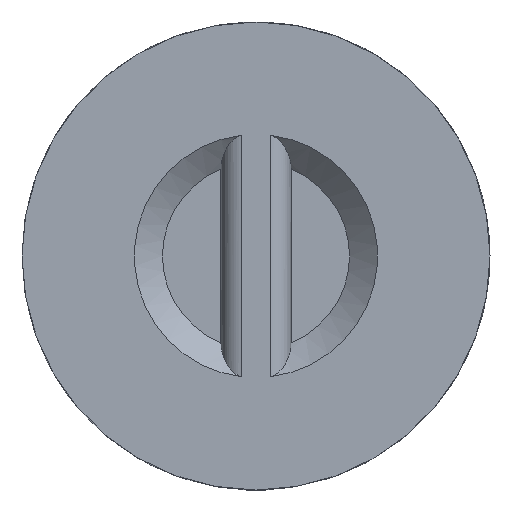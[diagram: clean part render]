
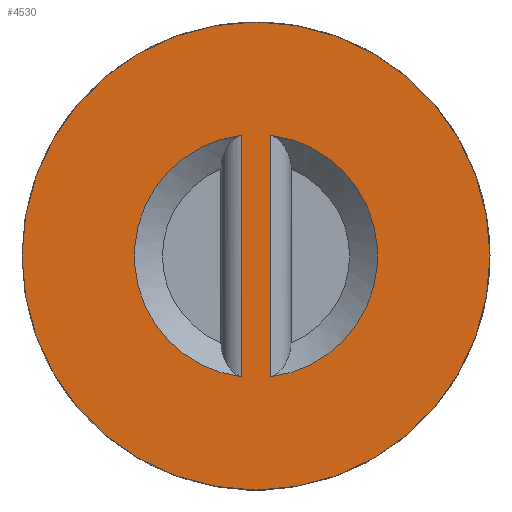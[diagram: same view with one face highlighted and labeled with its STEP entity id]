
A CAD part, left-side view. The second image highlights one B-rep face of the part: STEP entity #4530.
In plain terms, the highlighted planar face has unit normal (-1, 0, 0).
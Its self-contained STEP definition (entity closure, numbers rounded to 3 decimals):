
#4476=CARTESIAN_POINT('',(0.0,48.25,0.0));
#4477=DIRECTION('',(-1.0,0.0,0.0));
#4478=DIRECTION('',(0.0,0.0,1.0));
#4479=AXIS2_PLACEMENT_3D('',#4476,#4477,#4478);
#4480=PLANE('',#4479);
#4481=CARTESIAN_POINT('',(0.0,63.5,0.0));
#4482=VERTEX_POINT('',#4481);
#4483=CARTESIAN_POINT('',(0.0,0.0,0.0));
#4484=DIRECTION('',(1.0,0.0,0.0));
#4485=DIRECTION('',(0.0,1.0,0.0));
#4486=AXIS2_PLACEMENT_3D('',#4483,#4484,#4485);
#4487=CIRCLE('',#4486,63.5);
#4488=EDGE_CURVE('',#4482,#4482,#4487,.T.);
#4489=ORIENTED_EDGE('',*,*,#4488,.F.);
#4490=EDGE_LOOP('',(#4489));
#4491=FACE_OUTER_BOUND('',#4490,.T.);
#4492=CARTESIAN_POINT('',(0.0,4.,-32.757));
#4493=VERTEX_POINT('',#4492);
#4494=CARTESIAN_POINT('',(0.0,4.,32.757));
#4495=VERTEX_POINT('',#4494);
#4496=CARTESIAN_POINT('',(0.0,0.0,0.0));
#4497=DIRECTION('',(1.0,0.0,0.0));
#4498=DIRECTION('',(0.0,1.0,0.0));
#4499=AXIS2_PLACEMENT_3D('',#4496,#4497,#4498);
#4500=CIRCLE('',#4499,33.);
#4501=EDGE_CURVE('',#4493,#4495,#4500,.T.);
#4502=ORIENTED_EDGE('',*,*,#4501,.T.);
#4503=CARTESIAN_POINT('',(0.0,4.0,-32.757));
#4504=DIRECTION('',(0.0,0.0,1.0));
#4505=VECTOR('',#4504,65.513);
#4506=LINE('',#4503,#4505);
#4507=EDGE_CURVE('',#4493,#4495,#4506,.T.);
#4508=ORIENTED_EDGE('',*,*,#4507,.F.);
#4509=EDGE_LOOP('',(#4502,#4508));
#4510=FACE_BOUND('',#4509,.T.);
#4511=CARTESIAN_POINT('',(0.0,-4.,-32.757));
#4512=VERTEX_POINT('',#4511);
#4513=CARTESIAN_POINT('',(0.0,-4.,32.757));
#4514=VERTEX_POINT('',#4513);
#4515=CARTESIAN_POINT('',(0.0,-4.0,-32.757));
#4516=DIRECTION('',(0.0,0.0,1.0));
#4517=VECTOR('',#4516,65.513);
#4518=LINE('',#4515,#4517);
#4519=EDGE_CURVE('',#4512,#4514,#4518,.T.);
#4520=ORIENTED_EDGE('',*,*,#4519,.T.);
#4521=CARTESIAN_POINT('',(0.0,0.0,0.0));
#4522=DIRECTION('',(1.0,0.0,0.0));
#4523=DIRECTION('',(0.0,1.0,0.0));
#4524=AXIS2_PLACEMENT_3D('',#4521,#4522,#4523);
#4525=CIRCLE('',#4524,33.);
#4526=EDGE_CURVE('',#4514,#4512,#4525,.T.);
#4527=ORIENTED_EDGE('',*,*,#4526,.T.);
#4528=EDGE_LOOP('',(#4520,#4527));
#4529=FACE_BOUND('',#4528,.T.);
#4530=ADVANCED_FACE('',(#4491,#4510,#4529),#4480,.T.);
